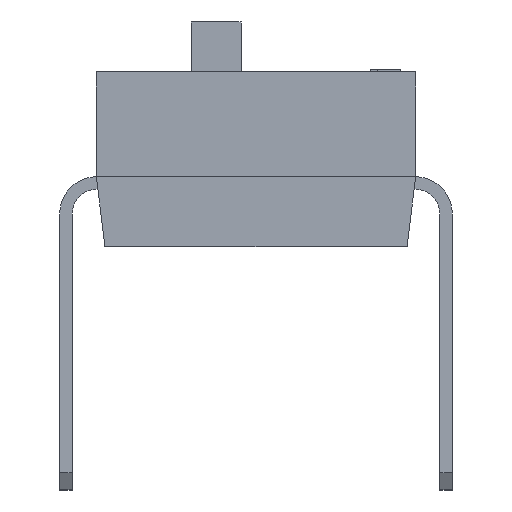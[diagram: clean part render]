
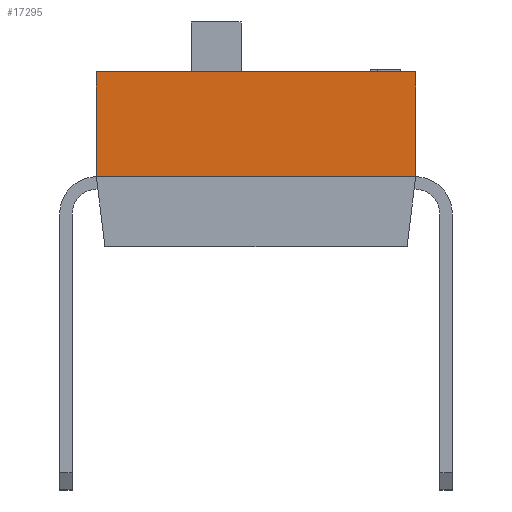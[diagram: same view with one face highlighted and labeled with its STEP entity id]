
A CAD part, front view. The second image highlights one B-rep face of the part: STEP entity #17295.
In plain terms, the highlighted planar face has unit normal (0, -1, 0).
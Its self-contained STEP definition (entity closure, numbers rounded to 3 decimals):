
#15487=CARTESIAN_POINT('',(-3.2,-11.15,4.5));
#15488=VERTEX_POINT('',#15487);
#15495=CARTESIAN_POINT('',(3.2,-11.15,4.5));
#15496=VERTEX_POINT('',#15495);
#15497=CARTESIAN_POINT('',(3.2,-11.15,4.5));
#15498=DIRECTION('',(-1.0,0.0,0.0));
#15499=VECTOR('',#15498,6.4);
#15500=LINE('',#15497,#15499);
#15501=EDGE_CURVE('',#15496,#15488,#15500,.T.);
#15805=CARTESIAN_POINT('',(-3.2,-11.15,2.4));
#15806=VERTEX_POINT('',#15805);
#15813=CARTESIAN_POINT('',(-3.2,-11.15,2.4));
#15814=DIRECTION('',(0.0,0.0,1.0));
#15815=VECTOR('',#15814,2.1);
#15816=LINE('',#15813,#15815);
#15817=EDGE_CURVE('',#15806,#15488,#15816,.T.);
#15857=CARTESIAN_POINT('',(3.2,-11.15,2.4));
#15858=VERTEX_POINT('',#15857);
#15865=CARTESIAN_POINT('',(3.2,-11.15,2.4));
#15866=DIRECTION('',(-1.0,0.0,0.0));
#15867=VECTOR('',#15866,6.4);
#15868=LINE('',#15865,#15867);
#15869=EDGE_CURVE('',#15858,#15806,#15868,.T.);
#15881=CARTESIAN_POINT('',(3.2,-11.15,2.4));
#15882=DIRECTION('',(0.0,0.0,1.0));
#15883=VECTOR('',#15882,2.1);
#15884=LINE('',#15881,#15883);
#15885=EDGE_CURVE('',#15858,#15496,#15884,.T.);
#17284=CARTESIAN_POINT('',(3.2,-11.15,1.4));
#17285=DIRECTION('',(0.0,-1.0,0.0));
#17286=DIRECTION('',(0.0,0.0,-1.0));
#17287=AXIS2_PLACEMENT_3D('',#17284,#17285,#17286);
#17288=PLANE('',#17287);
#17289=ORIENTED_EDGE('',*,*,#15501,.T.);
#17290=ORIENTED_EDGE('',*,*,#15817,.F.);
#17291=ORIENTED_EDGE('',*,*,#15869,.F.);
#17292=ORIENTED_EDGE('',*,*,#15885,.T.);
#17293=EDGE_LOOP('',(#17289,#17290,#17291,#17292));
#17294=FACE_OUTER_BOUND('',#17293,.T.);
#17295=ADVANCED_FACE('',(#17294),#17288,.T.);
